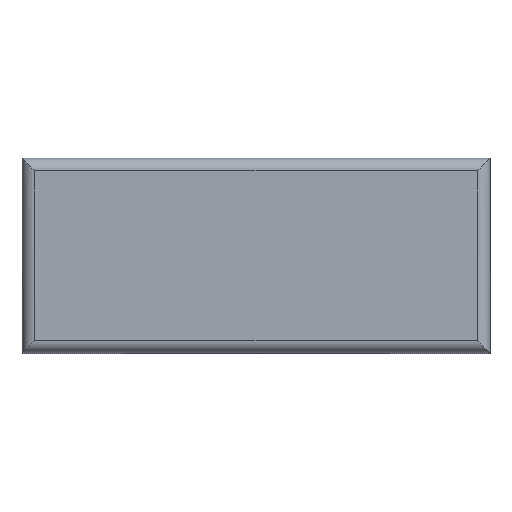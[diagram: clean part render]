
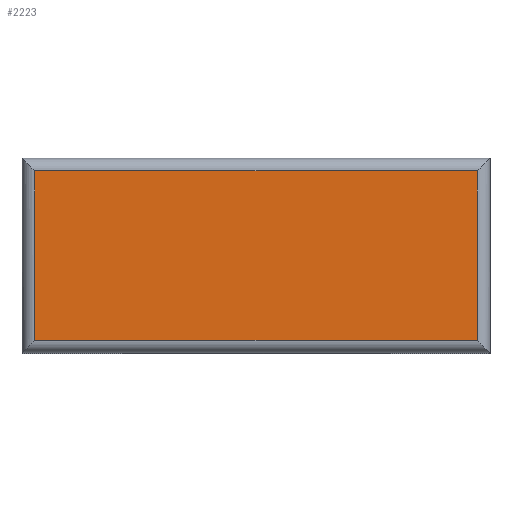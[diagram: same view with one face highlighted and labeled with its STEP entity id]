
A CAD part, top view. The second image highlights one B-rep face of the part: STEP entity #2223.
In plain terms, the highlighted planar face has unit normal (0, 0, 1).
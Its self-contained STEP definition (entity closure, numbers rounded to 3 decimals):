
#1039 = VERTEX_POINT('',#1040);
#1040 = CARTESIAN_POINT('',(8.75,-3.348,13.653));
#1047 = EDGE_CURVE('',#1048,#1039,#1050,.T.);
#1048 = VERTEX_POINT('',#1049);
#1049 = CARTESIAN_POINT('',(-8.75,-3.348,13.653));
#1050 = LINE('',#1051,#1052);
#1051 = CARTESIAN_POINT('',(-9.25,-3.348,13.653));
#1052 = VECTOR('',#1053,1.);
#1053 = DIRECTION('',(1.,0.,0.));
#2080 = VERTEX_POINT('',#2081);
#2081 = CARTESIAN_POINT('',(8.75,3.353,13.653));
#2088 = EDGE_CURVE('',#1039,#2080,#2089,.T.);
#2089 = LINE('',#2090,#2091);
#2090 = CARTESIAN_POINT('',(8.75,-3.848,13.653));
#2091 = VECTOR('',#2092,1.);
#2092 = DIRECTION('',(0.,1.,0.));
#2223 = ADVANCED_FACE('',(#2224),#2242,.F.);
#2224 = FACE_BOUND('',#2225,.T.);
#2225 = EDGE_LOOP('',(#2226,#2234,#2240,#2241));
#2226 = ORIENTED_EDGE('',*,*,#2227,.T.);
#2227 = EDGE_CURVE('',#2080,#2228,#2230,.T.);
#2228 = VERTEX_POINT('',#2229);
#2229 = CARTESIAN_POINT('',(-8.75,3.353,13.653));
#2230 = LINE('',#2231,#2232);
#2231 = CARTESIAN_POINT('',(-9.25,3.353,13.653));
#2232 = VECTOR('',#2233,1.);
#2233 = DIRECTION('',(-1.,0.,0.));
#2234 = ORIENTED_EDGE('',*,*,#2235,.T.);
#2235 = EDGE_CURVE('',#2228,#1048,#2236,.T.);
#2236 = LINE('',#2237,#2238);
#2237 = CARTESIAN_POINT('',(-8.75,-3.848,13.653));
#2238 = VECTOR('',#2239,1.);
#2239 = DIRECTION('',(0.,-1.,0.));
#2240 = ORIENTED_EDGE('',*,*,#1047,.T.);
#2241 = ORIENTED_EDGE('',*,*,#2088,.T.);
#2242 = PLANE('',#2243);
#2243 = AXIS2_PLACEMENT_3D('',#2244,#2245,#2246);
#2244 = CARTESIAN_POINT('',(-9.25,-3.848,13.653));
#2245 = DIRECTION('',(0.,0.,-1.));
#2246 = DIRECTION('',(0.,1.,0.));
